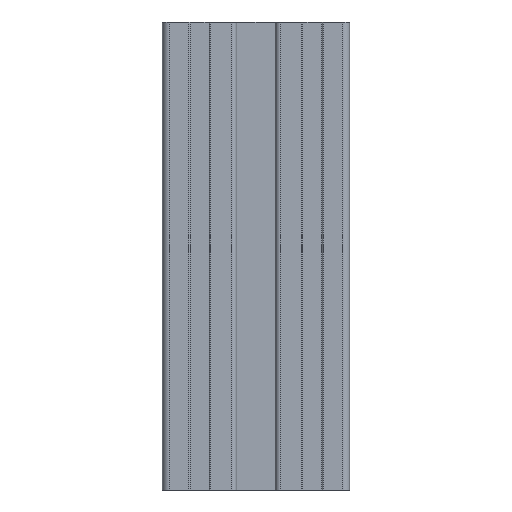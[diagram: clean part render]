
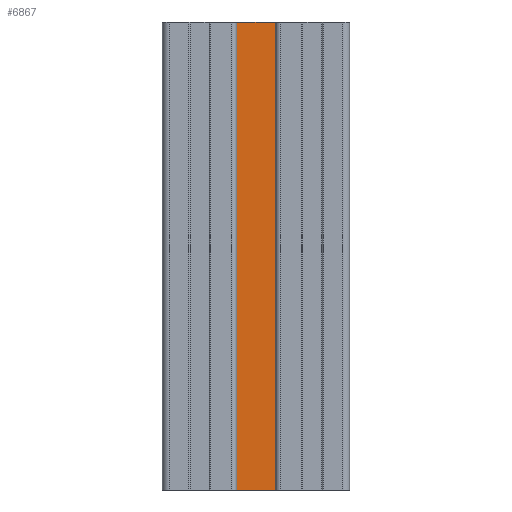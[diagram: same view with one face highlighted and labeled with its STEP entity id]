
A CAD part, left-side view. The second image highlights one B-rep face of the part: STEP entity #6867.
In plain terms, the highlighted planar face has unit normal (-1, 0, 0).
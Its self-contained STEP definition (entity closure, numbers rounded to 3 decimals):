
#5 = ORIENTED_EDGE ( 'NONE', *, *, #5765, .T. ) ;
#431 = VERTEX_POINT ( 'NONE', #4795 ) ;
#449 = CARTESIAN_POINT ( 'NONE',  ( 1464.513, 634.411, 100. ) ) ;
#556 = DIRECTION ( 'NONE',  ( 0., 1., 0. ) ) ;
#611 = EDGE_CURVE ( 'NONE', #4931, #2833, #1921, .T. ) ;
#1087 = CARTESIAN_POINT ( 'NONE',  ( 1464.513, 646.026, 100. ) ) ;
#1277 = EDGE_CURVE ( 'NONE', #7044, #431, #1504, .T. ) ;
#1440 = CARTESIAN_POINT ( 'NONE',  ( 1464.513, 0., 0. ) ) ;
#1504 = LINE ( 'NONE', #5630, #7995 ) ;
#1921 = LINE ( 'NONE', #1440, #3883 ) ;
#2738 = ORIENTED_EDGE ( 'NONE', *, *, #1277, .T. ) ;
#2833 = VERTEX_POINT ( 'NONE', #4273 ) ;
#3025 = CARTESIAN_POINT ( 'NONE',  ( 1464.513, 634.411, 100. ) ) ;
#3220 = VECTOR ( 'NONE', #7248, 1000. ) ;
#3628 = DIRECTION ( 'NONE',  ( 0., 0., -1. ) ) ;
#3883 = VECTOR ( 'NONE', #8202, 1000. ) ;
#4273 = CARTESIAN_POINT ( 'NONE',  ( 1464.513, 646.026, 0. ) ) ;
#4433 = DIRECTION ( 'NONE',  ( -1., 0., 0. ) ) ;
#4795 = CARTESIAN_POINT ( 'NONE',  ( 1464.513, 646.026, 100. ) ) ;
#4931 = VERTEX_POINT ( 'NONE', #9387 ) ;
#5630 = CARTESIAN_POINT ( 'NONE',  ( 1464.513, 0., 100. ) ) ;
#5765 = EDGE_CURVE ( 'NONE', #431, #2833, #10653, .T. ) ;
#6291 = ORIENTED_EDGE ( 'NONE', *, *, #611, .F. ) ;
#6422 = EDGE_CURVE ( 'NONE', #7044, #4931, #7459, .T. ) ;
#6867 = ADVANCED_FACE ( 'NONE', ( #9187 ), #9373, .T. ) ;
#7044 = VERTEX_POINT ( 'NONE', #449 ) ;
#7248 = DIRECTION ( 'NONE',  ( 0., 0., -1. ) ) ;
#7459 = LINE ( 'NONE', #3025, #3220 ) ;
#7995 = VECTOR ( 'NONE', #556, 1000. ) ;
#8202 = DIRECTION ( 'NONE',  ( 0., 1., 0. ) ) ;
#9027 = EDGE_LOOP ( 'NONE', ( #6291, #10255, #2738, #5 ) ) ;
#9187 = FACE_OUTER_BOUND ( 'NONE', #9027, .T. ) ;
#9373 = PLANE ( 'NONE',  #9553 ) ;
#9387 = CARTESIAN_POINT ( 'NONE',  ( 1464.513, 634.411, 0. ) ) ;
#9536 = CARTESIAN_POINT ( 'NONE',  ( 1464.513, 0., 100. ) ) ;
#9553 = AXIS2_PLACEMENT_3D ( 'NONE', #9536, #4433, #10373 ) ;
#9867 = VECTOR ( 'NONE', #3628, 1000. ) ;
#10255 = ORIENTED_EDGE ( 'NONE', *, *, #6422, .F. ) ;
#10373 = DIRECTION ( 'NONE',  ( 0., -1., 0. ) ) ;
#10653 = LINE ( 'NONE', #1087, #9867 ) ;
